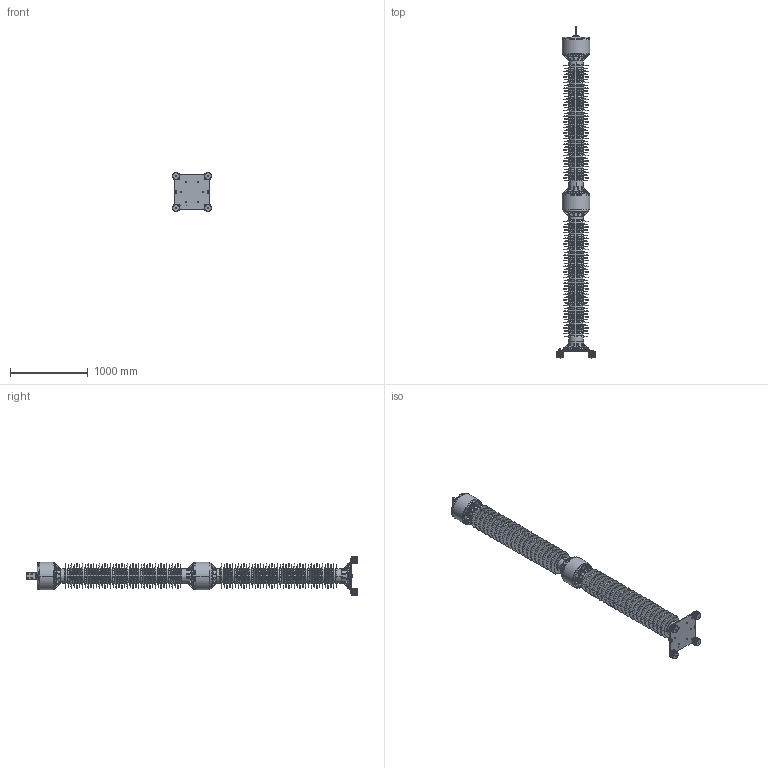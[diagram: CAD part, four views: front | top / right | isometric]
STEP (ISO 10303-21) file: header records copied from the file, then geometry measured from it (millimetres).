
FILE_DESCRIPTION((''),'2;1');
FILE_NAME('1HSE220062-922_SW0001','2016-11-02T',('sebjsjo1'),('ABB Technology Ltd.'),'PRO/ENGINEER BY PARAMETRIC TECHNOLOGY CORPORATION, 2015110','PRO/ENGINEER BY PARAMETRIC TECHNOLOGY CORPORATION, 2015110','');
FILE_SCHEMA(('CONFIG_CONTROL_DESIGN'));
Products named in the file (1): 1HSE220062-922_SW0001
Bounding box: 510 x 4260 x 510 mm (x, y, z)
Surface area: 14859191 mm2 (no closed solid volume)
Topology: 0 solids, 120 shells, 2227 faces, 7294 edges, 5030 vertices
Faces by surface type: torus 734, cone 464, cylinder 414, bspline 314, plane 301
Entity records: 97551 total; most frequent: CARTESIAN_POINT 36843, DIRECTION 12884, ORIENTED_EDGE 11332, EDGE_CURVE 7294, AXIS2_PLACEMENT_3D 5123, VERTEX_POINT 5030, CIRCLE 3210, VECTOR 2638
